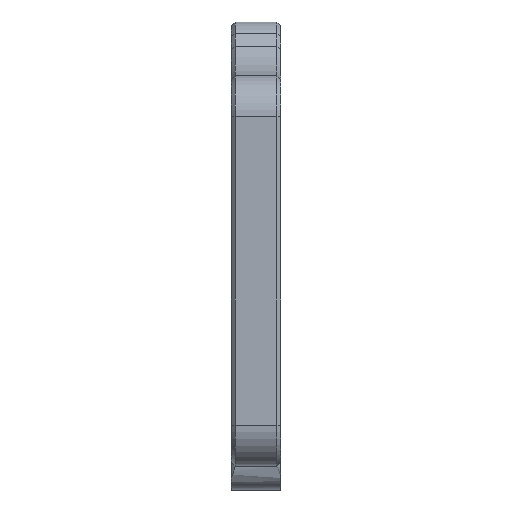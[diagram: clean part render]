
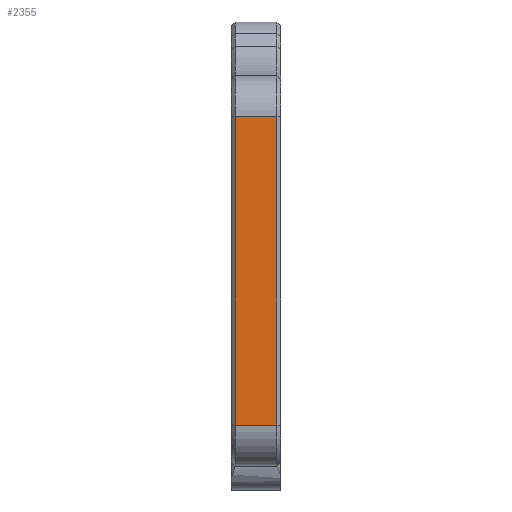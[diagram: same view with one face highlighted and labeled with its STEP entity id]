
A CAD part, front view. The second image highlights one B-rep face of the part: STEP entity #2355.
In plain terms, the highlighted planar face has unit normal (0, -1, 0).
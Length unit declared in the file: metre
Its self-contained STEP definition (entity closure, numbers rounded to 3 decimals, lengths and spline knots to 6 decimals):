
#719=ORIENTED_EDGE('',*,*,#1178,.T.);
#720=ORIENTED_EDGE('',*,*,#1043,.T.);
#721=ORIENTED_EDGE('',*,*,#1177,.F.);
#722=ORIENTED_EDGE('',*,*,#1158,.F.);
#1043=EDGE_CURVE('',#1351,#1353,#1503,.T.);
#1158=EDGE_CURVE('',#1404,#1405,#1585,.T.);
#1177=EDGE_CURVE('',#1405,#1353,#1600,.T.);
#1178=EDGE_CURVE('',#1404,#1351,#1601,.T.);
#1351=VERTEX_POINT('',#3859);
#1353=VERTEX_POINT('',#3870);
#1404=VERTEX_POINT('',#4182);
#1405=VERTEX_POINT('',#4186);
#1503=LINE('',#3871,#1702);
#1585=LINE('',#4187,#1784);
#1600=LINE('',#4229,#1799);
#1601=LINE('',#4231,#1800);
#1702=VECTOR('',#2847,1.);
#1784=VECTOR('',#3089,1.);
#1799=VECTOR('',#3148,1.);
#1800=VECTOR('',#3151,1.);
#1954=EDGE_LOOP('',(#719,#720,#721,#722));
#2134=FACE_BOUND('',#1954,.T.);
#2234=PLANE('',#2584);
#2355=ADVANCED_FACE('',(#2134),#2234,.T.);
#2584=AXIS2_PLACEMENT_3D('',#4230,#3149,#3150);
#2847=DIRECTION('',(0.,0.,1.));
#3089=DIRECTION('',(0.,0.,1.));
#3148=DIRECTION('',(1.,0.,0.));
#3149=DIRECTION('',(0.,-1.,0.));
#3150=DIRECTION('',(1.,0.,0.));
#3151=DIRECTION('',(1.,0.,0.));
#3859=CARTESIAN_POINT('',(0.01251,-0.13843,-0.053984));
#3870=CARTESIAN_POINT('',(0.01251,-0.13843,-0.022984));
#3871=CARTESIAN_POINT('',(0.01251,-0.13843,-0.022974));
#4182=CARTESIAN_POINT('',(0.00831,-0.13843,-0.053984));
#4186=CARTESIAN_POINT('',(0.00831,-0.13843,-0.022984));
#4187=CARTESIAN_POINT('',(0.00831,-0.13843,-0.038484));
#4229=CARTESIAN_POINT('',(0.00831,-0.13843,-0.022984));
#4230=CARTESIAN_POINT('',(0.0079,-0.13843,-0.022974));
#4231=CARTESIAN_POINT('',(0.00831,-0.13843,-0.053984));
